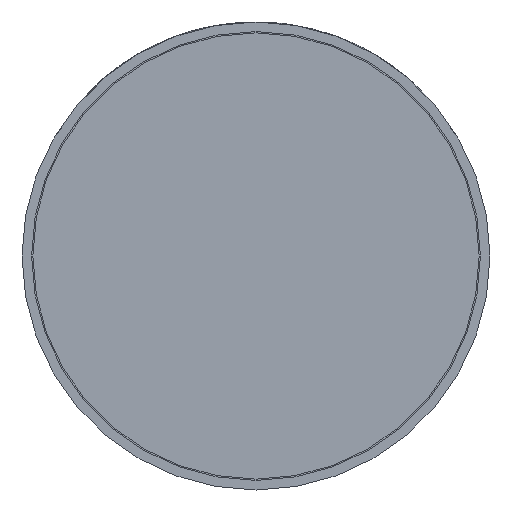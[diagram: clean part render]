
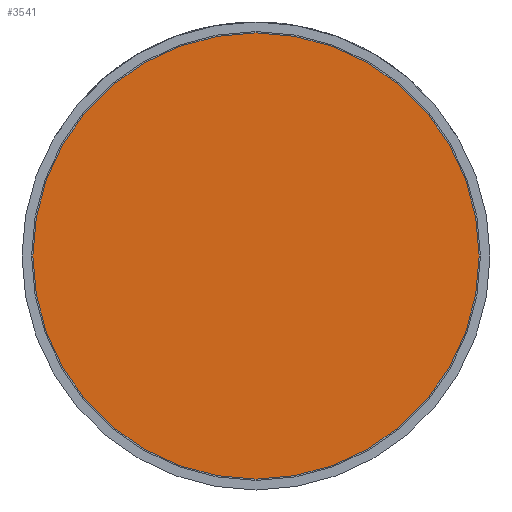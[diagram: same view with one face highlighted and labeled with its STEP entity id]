
A CAD part, front view. The second image highlights one B-rep face of the part: STEP entity #3541.
In plain terms, the highlighted planar face has unit normal (0, -1, 0).
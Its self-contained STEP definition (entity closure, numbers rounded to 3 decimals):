
#182 = CIRCLE ( 'NONE', #2617, 1.74 ) ;
#269 = DIRECTION ( 'NONE',  ( 0., 0., -1. ) ) ;
#352 = ORIENTED_EDGE ( 'NONE', *, *, #5577, .T. ) ;
#389 = EDGE_CURVE ( 'Defeature ausgef�hrt1_7+Defeature ausgef�hrt1_8+Defeature ausgef�hrt1_8+Defeature ausgef�hrt1_8', #3574, #2561, #4156, .T. ) ;
#574 = ORIENTED_EDGE ( 'NONE', *, *, #389, .T. ) ;
#609 = CARTESIAN_POINT ( 'NONE',  ( 0., 0., 0. ) ) ;
#673 = FACE_OUTER_BOUND ( 'NONE', #4266, .T. ) ;
#990 = AXIS2_PLACEMENT_3D ( 'NONE', #609, #4536, #2284 ) ;
#995 = PLANE ( 'NONE',  #990 ) ;
#1422 = AXIS2_PLACEMENT_3D ( 'NONE', #2025, #5172, #4636 ) ;
#2025 = CARTESIAN_POINT ( 'NONE',  ( 0., 0., 0. ) ) ;
#2284 = DIRECTION ( 'NONE',  ( 0., 0., -1. ) ) ;
#2561 = VERTEX_POINT ( 'NONE', #4044 ) ;
#2617 = AXIS2_PLACEMENT_3D ( 'NONE', #4127, #5530, #269 ) ;
#3541 = ADVANCED_FACE ( 'Defeature ausgef�hrt1_7', ( #673 ), #995, .T. ) ;
#3574 = VERTEX_POINT ( 'NONE', #4939 ) ;
#4044 = CARTESIAN_POINT ( 'NONE',  ( 0., 0., 1.74 ) ) ;
#4127 = CARTESIAN_POINT ( 'NONE',  ( 0., 0., 0. ) ) ;
#4156 = CIRCLE ( 'NONE', #1422, 1.74 ) ;
#4266 = EDGE_LOOP ( 'NONE', ( #574, #352 ) ) ;
#4536 = DIRECTION ( 'NONE',  ( 0., -1., 0. ) ) ;
#4636 = DIRECTION ( 'NONE',  ( 0., 0., -1. ) ) ;
#4939 = CARTESIAN_POINT ( 'NONE',  ( 0., 0., -1.74 ) ) ;
#5172 = DIRECTION ( 'NONE',  ( 0., -1., 0. ) ) ;
#5530 = DIRECTION ( 'NONE',  ( 0., -1., 0. ) ) ;
#5577 = EDGE_CURVE ( 'Defeature ausgef�hrt1_7+Defeature ausgef�hrt1_8+Defeature ausgef�hrt1_8+Defeature ausgef�hrt1_8', #2561, #3574, #182, .T. ) ;
